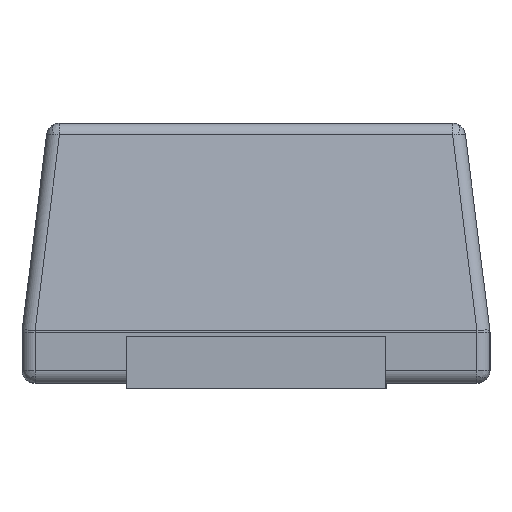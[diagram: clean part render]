
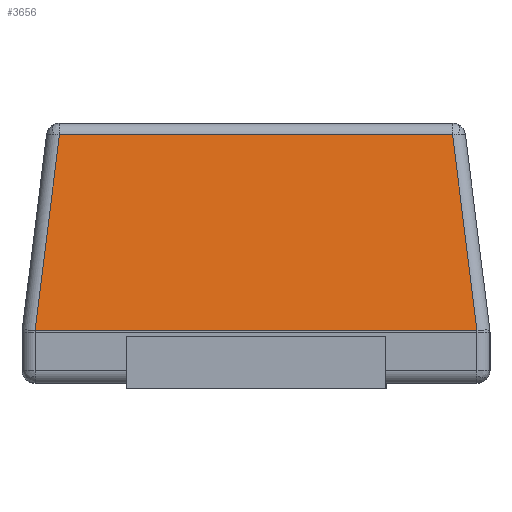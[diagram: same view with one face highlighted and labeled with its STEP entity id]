
A CAD part, left-side view. The second image highlights one B-rep face of the part: STEP entity #3656.
In plain terms, the highlighted planar face has unit normal (-0.992, 0, 0.124).
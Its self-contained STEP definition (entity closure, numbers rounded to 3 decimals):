
#341 = CARTESIAN_POINT ( 'NONE',  ( -1.305, 0.756, 0.976 ) ) ;
#462 = CARTESIAN_POINT ( 'NONE',  ( -1.305, 0.756, 0.976 ) ) ;
#503 = EDGE_LOOP ( 'NONE', ( #5235, #2044, #7210, #1205 ) ) ;
#888 = CARTESIAN_POINT ( 'NONE',  ( -1.305, 0.45, 0.976 ) ) ;
#930 = LINE ( 'NONE', #888, #5056 ) ;
#1013 = LINE ( 'NONE', #3518, #8032 ) ;
#1110 = LINE ( 'NONE', #462, #7499 ) ;
#1205 = ORIENTED_EDGE ( 'NONE', *, *, #1624, .T. ) ;
#1544 = CARTESIAN_POINT ( 'NONE',  ( -1.4, 0.675, 0.223 ) ) ;
#1624 = EDGE_CURVE ( 'NONE', #4533, #3078, #1110, .T. ) ;
#1659 = CARTESIAN_POINT ( 'NONE',  ( -1.35, 0.45, 0.62 ) ) ;
#1670 = LINE ( 'NONE', #1544, #3593 ) ;
#2038 = CARTESIAN_POINT ( 'NONE',  ( -1.4, -0.85, 0.223 ) ) ;
#2044 = ORIENTED_EDGE ( 'NONE', *, *, #3299, .T. ) ;
#2107 = EDGE_CURVE ( 'NONE', #3506, #3078, #1670, .T. ) ;
#2944 = DIRECTION ( 'NONE',  ( 0.123, 0.123, 0.985 ) ) ;
#3078 = VERTEX_POINT ( 'NONE', #4411 ) ;
#3219 = VERTEX_POINT ( 'NONE', #7103 ) ;
#3299 = EDGE_CURVE ( 'NONE', #3506, #3219, #1013, .T. ) ;
#3391 = DIRECTION ( 'NONE',  ( 0., 1., 0. ) ) ;
#3506 = VERTEX_POINT ( 'NONE', #2038 ) ;
#3518 = CARTESIAN_POINT ( 'NONE',  ( -1.4, -0.85, 0.223 ) ) ;
#3567 = DIRECTION ( 'NONE',  ( -0.123, 0.123, -0.985 ) ) ;
#3593 = VECTOR ( 'NONE', #6529, 1000. ) ;
#3656 = ADVANCED_FACE ( 'NONE', ( #4716 ), #7324, .T. ) ;
#4383 = AXIS2_PLACEMENT_3D ( 'NONE', #1659, #7204, #4754 ) ;
#4411 = CARTESIAN_POINT ( 'NONE',  ( -1.4, 0.85, 0.223 ) ) ;
#4533 = VERTEX_POINT ( 'NONE', #341 ) ;
#4716 = FACE_OUTER_BOUND ( 'NONE', #503, .T. ) ;
#4754 = DIRECTION ( 'NONE',  ( 0.124, 0., 0.992 ) ) ;
#5056 = VECTOR ( 'NONE', #3391, 1000. ) ;
#5235 = ORIENTED_EDGE ( 'NONE', *, *, #2107, .F. ) ;
#6070 = EDGE_CURVE ( 'NONE', #3219, #4533, #930, .T. ) ;
#6529 = DIRECTION ( 'NONE',  ( 0., 1., 0. ) ) ;
#7103 = CARTESIAN_POINT ( 'NONE',  ( -1.305, -0.756, 0.976 ) ) ;
#7204 = DIRECTION ( 'NONE',  ( -0.992, 0., 0.124 ) ) ;
#7210 = ORIENTED_EDGE ( 'NONE', *, *, #6070, .T. ) ;
#7324 = PLANE ( 'NONE',  #4383 ) ;
#7499 = VECTOR ( 'NONE', #3567, 1000. ) ;
#8032 = VECTOR ( 'NONE', #2944, 1000. ) ;
